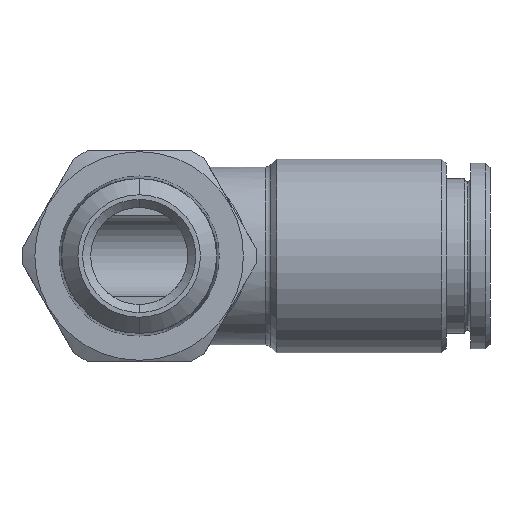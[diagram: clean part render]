
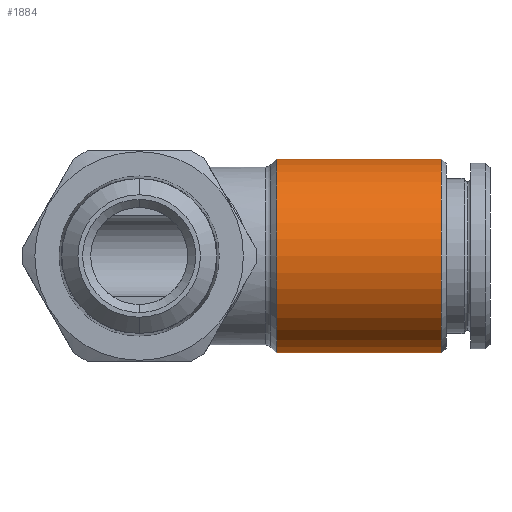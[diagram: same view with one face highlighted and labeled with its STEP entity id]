
A CAD part, front view. The second image highlights one B-rep face of the part: STEP entity #1884.
In plain terms, the highlighted cylindrical face has radius 6 mm (diameter 12 mm), a partial arc.
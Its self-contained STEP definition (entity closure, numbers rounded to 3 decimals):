
#480 = VERTEX_POINT ( 'NONE', #2180 ) ;
#487 = VERTEX_POINT ( 'NONE', #2192 ) ;
#704 = EDGE_CURVE ( 'NONE', #1119, #480, #2540, .T. ) ;
#738 = VERTEX_POINT ( 'NONE', #2574 ) ;
#1119 = VERTEX_POINT ( 'NONE', #3029 ) ;
#1120 = EDGE_CURVE ( 'NONE', #738, #487, #3028, .T. ) ;
#1733 = EDGE_CURVE ( 'NONE', #1119, #738, #3367, .T. ) ;
#1773 = ORIENTED_EDGE ( 'NONE', *, *, #704, .F. ) ;
#1775 = ORIENTED_EDGE ( 'NONE', *, *, #1733, .T. ) ;
#1884 = ADVANCED_FACE ( 'NONE', ( #3432 ), #3504, .T. ) ;
#1886 = EDGE_LOOP ( 'NONE', ( #1773, #1775, #1894, #1895 ) ) ;
#1894 = ORIENTED_EDGE ( 'NONE', *, *, #1120, .T. ) ;
#1895 = ORIENTED_EDGE ( 'NONE', *, *, #1898, .T. ) ;
#1898 = EDGE_CURVE ( 'NONE', #487, #480, #3501, .T. ) ;
#2180 = CARTESIAN_POINT ( 'NONE',  ( 8.5, 0., -6. ) ) ;
#2192 = CARTESIAN_POINT ( 'NONE',  ( 8.5, 0., 6. ) ) ;
#2517 = DIRECTION ( 'NONE',  ( -1., 0., 0. ) ) ;
#2518 = CARTESIAN_POINT ( 'NONE',  ( 0., 0., -6. ) ) ;
#2531 = VECTOR ( 'NONE', #2517, 1000. ) ;
#2540 = LINE ( 'NONE', #2518, #2531 ) ;
#2574 = CARTESIAN_POINT ( 'NONE',  ( 18.7, 0., 6. ) ) ;
#3025 = DIRECTION ( 'NONE',  ( -1., 0., 0. ) ) ;
#3026 = VECTOR ( 'NONE', #3025, 1000. ) ;
#3027 = CARTESIAN_POINT ( 'NONE',  ( 0., 0., 6. ) ) ;
#3028 = LINE ( 'NONE', #3027, #3026 ) ;
#3029 = CARTESIAN_POINT ( 'NONE',  ( 18.7, 0., -6. ) ) ;
#3363 = DIRECTION ( 'NONE',  ( 0., 0., 1. ) ) ;
#3364 = DIRECTION ( 'NONE',  ( -1., 0., 0. ) ) ;
#3365 = CARTESIAN_POINT ( 'NONE',  ( 18.7, 0., 0. ) ) ;
#3366 = AXIS2_PLACEMENT_3D ( 'NONE', #3365, #3364, #3363 ) ;
#3367 = CIRCLE ( 'NONE', #3366, 6. ) ;
#3431 = CARTESIAN_POINT ( 'NONE',  ( 0., 0., 0. ) ) ;
#3432 = FACE_OUTER_BOUND ( 'NONE', #1886, .T. ) ;
#3433 = DIRECTION ( 'NONE',  ( -1., 0., 0. ) ) ;
#3497 = DIRECTION ( 'NONE',  ( 0., 0., -1. ) ) ;
#3498 = DIRECTION ( 'NONE',  ( 1., 0., 0. ) ) ;
#3499 = CARTESIAN_POINT ( 'NONE',  ( 8.5, 0., 0. ) ) ;
#3500 = AXIS2_PLACEMENT_3D ( 'NONE', #3499, #3498, #3497 ) ;
#3501 = CIRCLE ( 'NONE', #3500, 6. ) ;
#3502 = DIRECTION ( 'NONE',  ( 0., 0., 1. ) ) ;
#3503 = AXIS2_PLACEMENT_3D ( 'NONE', #3431, #3433, #3502 ) ;
#3504 = CYLINDRICAL_SURFACE ( 'NONE', #3503, 6. ) ;
